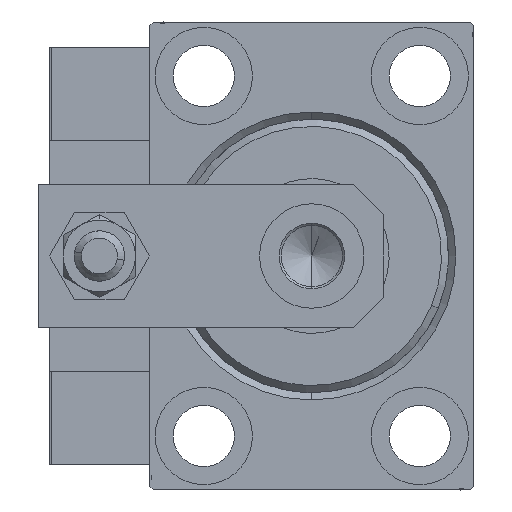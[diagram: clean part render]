
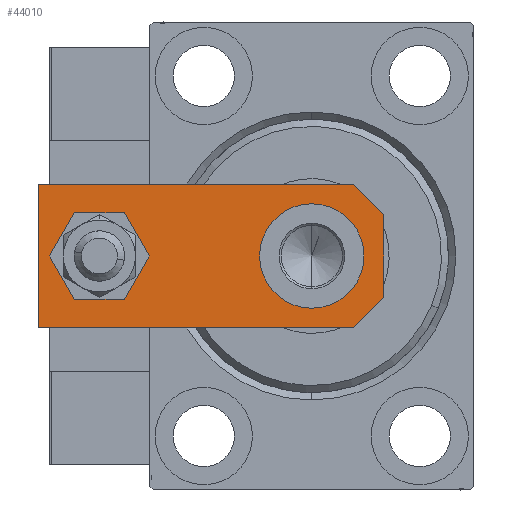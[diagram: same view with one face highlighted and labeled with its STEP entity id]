
A CAD part, left-side view. The second image highlights one B-rep face of the part: STEP entity #44010.
In plain terms, the highlighted face is planar.
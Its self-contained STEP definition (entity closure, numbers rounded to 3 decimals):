
#121 = EDGE_LOOP ( 'NONE', ( #30806, #47298 ) ) ;
#184 = DIRECTION ( 'NONE',  ( 1., 0., 0. ) ) ;
#872 = DIRECTION ( 'NONE',  ( 1., 0., 0. ) ) ;
#886 = VECTOR ( 'NONE', #5487, 1000. ) ;
#1536 = DIRECTION ( 'NONE',  ( 0., 0., 1. ) ) ;
#3834 = VERTEX_POINT ( 'NONE', #14281 ) ;
#5487 = DIRECTION ( 'NONE',  ( 0., -1., 0. ) ) ;
#5557 = VECTOR ( 'NONE', #24222, 1000. ) ;
#5679 = CIRCLE ( 'NONE', #13915, 4. ) ;
#6253 = CARTESIAN_POINT ( 'NONE',  ( 10., 0., 6. ) ) ;
#6501 = AXIS2_PLACEMENT_3D ( 'NONE', #43929, #44439, #872 ) ;
#7030 = AXIS2_PLACEMENT_3D ( 'NONE', #35510, #14886, #184 ) ;
#8514 = CARTESIAN_POINT ( 'NONE',  ( -10., 0., 6. ) ) ;
#8905 = CARTESIAN_POINT ( 'NONE',  ( -10., 48., 6. ) ) ;
#9879 = EDGE_CURVE ( 'NONE', #35596, #23136, #41066, .T. ) ;
#10092 = EDGE_CURVE ( 'NONE', #3834, #22926, #18098, .T. ) ;
#10200 = ORIENTED_EDGE ( 'NONE', *, *, #33416, .T. ) ;
#10308 = EDGE_CURVE ( 'NONE', #43129, #22113, #5679, .T. ) ;
#12698 = CARTESIAN_POINT ( 'NONE',  ( 2.88, -2.88, 6. ) ) ;
#12987 = FACE_BOUND ( 'NONE', #50717, .T. ) ;
#13005 = EDGE_CURVE ( 'NONE', #47993, #49665, #40560, .T. ) ;
#13240 = FACE_BOUND ( 'NONE', #121, .T. ) ;
#13915 = AXIS2_PLACEMENT_3D ( 'NONE', #28394, #20895, #17278 ) ;
#13957 = CARTESIAN_POINT ( 'NONE',  ( 10., 48., 6. ) ) ;
#14281 = CARTESIAN_POINT ( 'NONE',  ( 10., 4.24, 6. ) ) ;
#14713 = EDGE_CURVE ( 'NONE', #31806, #47993, #32814, .T. ) ;
#14886 = DIRECTION ( 'NONE',  ( 0., 0., 1. ) ) ;
#15589 = ORIENTED_EDGE ( 'NONE', *, *, #10092, .T. ) ;
#15848 = ORIENTED_EDGE ( 'NONE', *, *, #10308, .F. ) ;
#16553 = LINE ( 'NONE', #12698, #25363 ) ;
#17278 = DIRECTION ( 'NONE',  ( 1., 0., 0. ) ) ;
#18098 = LINE ( 'NONE', #6253, #22151 ) ;
#19321 = LINE ( 'NONE', #8514, #5557 ) ;
#20363 = EDGE_CURVE ( 'NONE', #22113, #43129, #36522, .T. ) ;
#20895 = DIRECTION ( 'NONE',  ( 0., 0., 1. ) ) ;
#21878 = CARTESIAN_POINT ( 'NONE',  ( 0., 39.5, 6. ) ) ;
#22113 = VERTEX_POINT ( 'NONE', #35522 ) ;
#22151 = VECTOR ( 'NONE', #45683, 1000. ) ;
#22926 = VERTEX_POINT ( 'NONE', #13957 ) ;
#23136 = VERTEX_POINT ( 'NONE', #28105 ) ;
#23509 = CIRCLE ( 'NONE', #7030, 7.25 ) ;
#23902 = EDGE_LOOP ( 'NONE', ( #43896, #38359, #10200, #49339, #15589, #34826 ) ) ;
#24222 = DIRECTION ( 'NONE',  ( 1., 0., 0. ) ) ;
#25363 = VECTOR ( 'NONE', #27641, 1000. ) ;
#26474 = DIRECTION ( 'NONE',  ( 0., 0., 1. ) ) ;
#26539 = LINE ( 'NONE', #31184, #43715 ) ;
#27641 = DIRECTION ( 'NONE',  ( 0.707, 0.707, 0. ) ) ;
#28105 = CARTESIAN_POINT ( 'NONE',  ( 7.25, 10., 6. ) ) ;
#28394 = CARTESIAN_POINT ( 'NONE',  ( 0., 39.5, 6. ) ) ;
#28707 = FACE_OUTER_BOUND ( 'NONE', #23902, .T. ) ;
#28945 = EDGE_CURVE ( 'NONE', #23136, #35596, #23509, .T. ) ;
#28953 = CARTESIAN_POINT ( 'NONE',  ( -10., 4.24, 6. ) ) ;
#29459 = CARTESIAN_POINT ( 'NONE',  ( -2.88, -2.88, 6. ) ) ;
#30368 = AXIS2_PLACEMENT_3D ( 'NONE', #35945, #26474, #31572 ) ;
#30806 = ORIENTED_EDGE ( 'NONE', *, *, #9879, .F. ) ;
#31184 = CARTESIAN_POINT ( 'NONE',  ( 10., 48., 6. ) ) ;
#31237 = CARTESIAN_POINT ( 'NONE',  ( 4., 39.5, 6. ) ) ;
#31572 = DIRECTION ( 'NONE',  ( 1., 0., 0. ) ) ;
#31806 = VERTEX_POINT ( 'NONE', #8905 ) ;
#32814 = LINE ( 'NONE', #33315, #886 ) ;
#33239 = DIRECTION ( 'NONE',  ( 1., 0., 0. ) ) ;
#33315 = CARTESIAN_POINT ( 'NONE',  ( -10., 48., 6. ) ) ;
#33416 = EDGE_CURVE ( 'NONE', #49665, #43111, #19321, .T. ) ;
#34565 = VECTOR ( 'NONE', #37446, 1000. ) ;
#34826 = ORIENTED_EDGE ( 'NONE', *, *, #49272, .T. ) ;
#34834 = CARTESIAN_POINT ( 'NONE',  ( -7.25, 10., 6. ) ) ;
#35102 = CARTESIAN_POINT ( 'NONE',  ( 5.76, 0., 6. ) ) ;
#35510 = CARTESIAN_POINT ( 'NONE',  ( 0., 10., 6. ) ) ;
#35522 = CARTESIAN_POINT ( 'NONE',  ( -4., 39.5, 6. ) ) ;
#35596 = VERTEX_POINT ( 'NONE', #34834 ) ;
#35945 = CARTESIAN_POINT ( 'NONE',  ( 0., 10., 6. ) ) ;
#35949 = PLANE ( 'NONE',  #6501 ) ;
#36522 = CIRCLE ( 'NONE', #45558, 4. ) ;
#36624 = ORIENTED_EDGE ( 'NONE', *, *, #20363, .F. ) ;
#37446 = DIRECTION ( 'NONE',  ( 0.707, -0.707, 0. ) ) ;
#38359 = ORIENTED_EDGE ( 'NONE', *, *, #13005, .T. ) ;
#38799 = EDGE_CURVE ( 'NONE', #43111, #3834, #16553, .T. ) ;
#40560 = LINE ( 'NONE', #29459, #34565 ) ;
#41066 = CIRCLE ( 'NONE', #30368, 7.25 ) ;
#43111 = VERTEX_POINT ( 'NONE', #35102 ) ;
#43129 = VERTEX_POINT ( 'NONE', #31237 ) ;
#43715 = VECTOR ( 'NONE', #47157, 1000. ) ;
#43896 = ORIENTED_EDGE ( 'NONE', *, *, #14713, .T. ) ;
#43929 = CARTESIAN_POINT ( 'NONE',  ( 0., 0., 6. ) ) ;
#44010 = ADVANCED_FACE ( 'NONE', ( #12987, #28707, #13240 ), #35949, .T. ) ;
#44439 = DIRECTION ( 'NONE',  ( 0., 0., 1. ) ) ;
#45558 = AXIS2_PLACEMENT_3D ( 'NONE', #21878, #1536, #33239 ) ;
#45683 = DIRECTION ( 'NONE',  ( 0., 1., 0. ) ) ;
#47157 = DIRECTION ( 'NONE',  ( -1., 0., 0. ) ) ;
#47298 = ORIENTED_EDGE ( 'NONE', *, *, #28945, .F. ) ;
#47993 = VERTEX_POINT ( 'NONE', #28953 ) ;
#49272 = EDGE_CURVE ( 'NONE', #22926, #31806, #26539, .T. ) ;
#49339 = ORIENTED_EDGE ( 'NONE', *, *, #38799, .T. ) ;
#49662 = CARTESIAN_POINT ( 'NONE',  ( -5.76, 0., 6. ) ) ;
#49665 = VERTEX_POINT ( 'NONE', #49662 ) ;
#50717 = EDGE_LOOP ( 'NONE', ( #36624, #15848 ) ) ;
